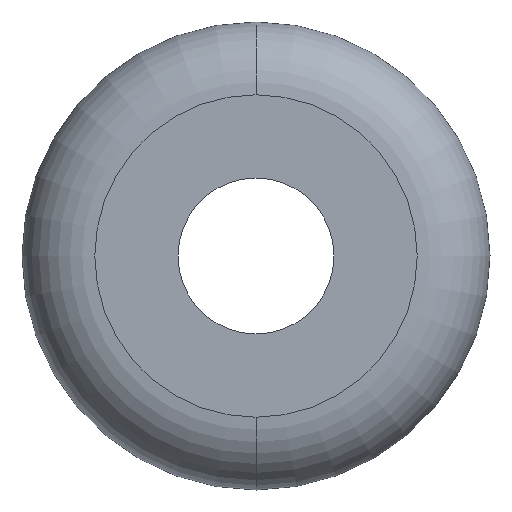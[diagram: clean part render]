
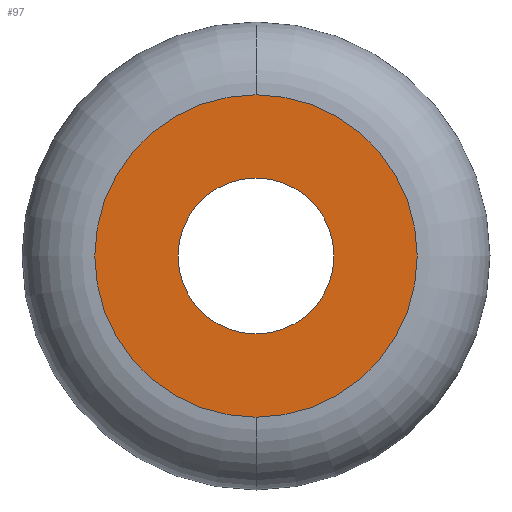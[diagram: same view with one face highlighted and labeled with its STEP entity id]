
A CAD part, front view. The second image highlights one B-rep face of the part: STEP entity #97.
In plain terms, the highlighted planar face has unit normal (0, -1, 0).
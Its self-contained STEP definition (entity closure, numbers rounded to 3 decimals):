
#53 = VERTEX_POINT ( 'NONE', #304 ) ;
#67 = EDGE_CURVE ( 'NONE', #53, #68, #303, .T. ) ;
#68 = VERTEX_POINT ( 'NONE', #312 ) ;
#76 = ORIENTED_EDGE ( 'NONE', *, *, #67, .F. ) ;
#77 = ORIENTED_EDGE ( 'NONE', *, *, #105, .F. ) ;
#97 = ADVANCED_FACE ( 'NONE', ( #445, #444 ), #443, .T. ) ;
#98 = EDGE_LOOP ( 'NONE', ( #108, #107 ) ) ;
#105 = EDGE_CURVE ( 'NONE', #68, #53, #438, .T. ) ;
#106 = EDGE_LOOP ( 'NONE', ( #76, #77 ) ) ;
#107 = ORIENTED_EDGE ( 'NONE', *, *, #235, .T. ) ;
#108 = ORIENTED_EDGE ( 'NONE', *, *, #109, .T. ) ;
#109 = EDGE_CURVE ( 'NONE', #237, #236, #433, .T. ) ;
#235 = EDGE_CURVE ( 'NONE', #236, #237, #410, .T. ) ;
#236 = VERTEX_POINT ( 'NONE', #406 ) ;
#237 = VERTEX_POINT ( 'NONE', #405 ) ;
#300 = DIRECTION ( 'NONE',  ( 0., 1., 0. ) ) ;
#301 = CARTESIAN_POINT ( 'NONE',  ( 0., -3.5, 0. ) ) ;
#302 = AXIS2_PLACEMENT_3D ( 'NONE', #301, #300, #313 ) ;
#303 = CIRCLE ( 'NONE', #302, 6.2 ) ;
#304 = CARTESIAN_POINT ( 'NONE',  ( 0., -3.5, 6.2 ) ) ;
#312 = CARTESIAN_POINT ( 'NONE',  ( 0., -3.5, -6.2 ) ) ;
#313 = DIRECTION ( 'NONE',  ( 0., 0., 1. ) ) ;
#405 = CARTESIAN_POINT ( 'NONE',  ( 0., -3.5, 3. ) ) ;
#406 = CARTESIAN_POINT ( 'NONE',  ( 0., -3.5, -3. ) ) ;
#407 = DIRECTION ( 'NONE',  ( 0., 0., 1. ) ) ;
#408 = DIRECTION ( 'NONE',  ( 0., 1., 0. ) ) ;
#409 = AXIS2_PLACEMENT_3D ( 'NONE', #415, #408, #407 ) ;
#410 = CIRCLE ( 'NONE', #409, 3. ) ;
#415 = CARTESIAN_POINT ( 'NONE',  ( 0., -3.5, 0. ) ) ;
#429 = DIRECTION ( 'NONE',  ( 0., 0., 1. ) ) ;
#430 = DIRECTION ( 'NONE',  ( 0., 1., 0. ) ) ;
#431 = CARTESIAN_POINT ( 'NONE',  ( 0., -3.5, 0. ) ) ;
#432 = AXIS2_PLACEMENT_3D ( 'NONE', #431, #430, #429 ) ;
#433 = CIRCLE ( 'NONE', #432, 3. ) ;
#434 = DIRECTION ( 'NONE',  ( 0., 0., 1. ) ) ;
#435 = DIRECTION ( 'NONE',  ( 0., 1., 0. ) ) ;
#436 = CARTESIAN_POINT ( 'NONE',  ( 0., -3.5, 0. ) ) ;
#437 = AXIS2_PLACEMENT_3D ( 'NONE', #436, #435, #434 ) ;
#438 = CIRCLE ( 'NONE', #437, 6.2 ) ;
#439 = DIRECTION ( 'NONE',  ( 0., 0., -1. ) ) ;
#440 = DIRECTION ( 'NONE',  ( 0., -1., 0. ) ) ;
#441 = CARTESIAN_POINT ( 'NONE',  ( -3., -3.5, 0. ) ) ;
#442 = AXIS2_PLACEMENT_3D ( 'NONE', #441, #440, #439 ) ;
#443 = PLANE ( 'NONE',  #442 ) ;
#444 = FACE_OUTER_BOUND ( 'NONE', #106, .T. ) ;
#445 = FACE_BOUND ( 'NONE', #98, .T. ) ;
